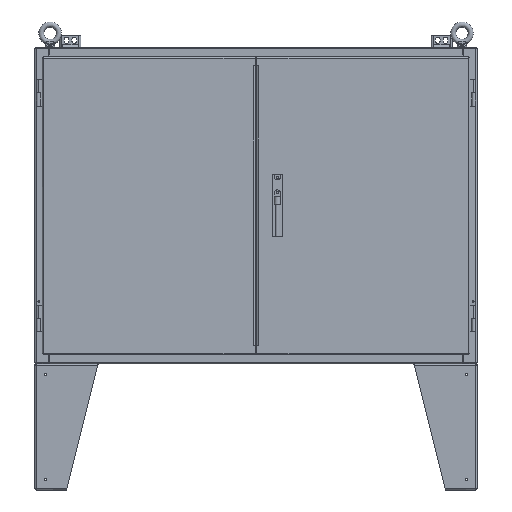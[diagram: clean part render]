
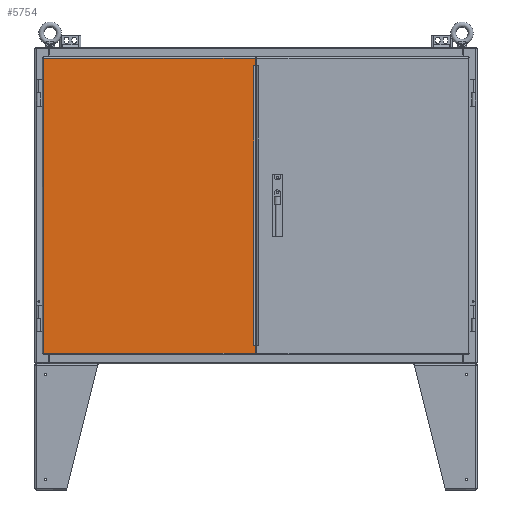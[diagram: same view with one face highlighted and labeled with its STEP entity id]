
A CAD part, front view. The second image highlights one B-rep face of the part: STEP entity #5754.
In plain terms, the highlighted planar face has unit normal (0, -1, 0).
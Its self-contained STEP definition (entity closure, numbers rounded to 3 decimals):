
#5754 = ADVANCED_FACE( '', ( #12839 ), #12840, .T. );
#12839 = FACE_OUTER_BOUND( '', #26395, .T. );
#12840 = PLANE( '', #26396 );
#26395 = EDGE_LOOP( '', ( #50309, #50310, #50311, #50312, #50313, #50314, #50315, #50316, #50317, #50318 ) );
#26396 = AXIS2_PLACEMENT_3D( '', #50319, #50320, #50321 );
#50309 = ORIENTED_EDGE( '', *, *, #69927, .F. );
#50310 = ORIENTED_EDGE( '', *, *, #71077, .T. );
#50311 = ORIENTED_EDGE( '', *, *, #66693, .T. );
#50312 = ORIENTED_EDGE( '', *, *, #67842, .T. );
#50313 = ORIENTED_EDGE( '', *, *, #69078, .T. );
#50314 = ORIENTED_EDGE( '', *, *, #70549, .T. );
#50315 = ORIENTED_EDGE( '', *, *, #71078, .T. );
#50316 = ORIENTED_EDGE( '', *, *, #71079, .F. );
#50317 = ORIENTED_EDGE( '', *, *, #69571, .F. );
#50318 = ORIENTED_EDGE( '', *, *, #69589, .T. );
#50319 = CARTESIAN_POINT( '', ( 0., 0., 0. ) );
#50320 = DIRECTION( '', ( 0., -1., 0. ) );
#50321 = DIRECTION( '', ( 0., 0., -1. ) );
#66693 = EDGE_CURVE( '', #76200, #76198, #76201, .T. );
#67842 = EDGE_CURVE( '', #76198, #78197, #78199, .T. );
#69078 = EDGE_CURVE( '', #78197, #77587, #80180, .T. );
#69571 = EDGE_CURVE( '', #80941, #80943, #80944, .T. );
#69589 = EDGE_CURVE( '', #80941, #80964, #80966, .T. );
#69927 = EDGE_CURVE( '', #81468, #80964, #81470, .T. );
#70549 = EDGE_CURVE( '', #77587, #82347, #82349, .T. );
#71077 = EDGE_CURVE( '', #81468, #76200, #83126, .T. );
#71078 = EDGE_CURVE( '', #82347, #83127, #83128, .T. );
#71079 = EDGE_CURVE( '', #80943, #83127, #83129, .T. );
#76198 = VERTEX_POINT( '', #92047 );
#76200 = VERTEX_POINT( '', #92049 );
#76201 = LINE( '', #92050, #92051 );
#77587 = VERTEX_POINT( '', #96692 );
#78197 = VERTEX_POINT( '', #98274 );
#78199 = LINE( '', #98285, #98286 );
#80180 = LINE( '', #103025, #103026 );
#80941 = VERTEX_POINT( '', #105323 );
#80943 = VERTEX_POINT( '', #105326 );
#80944 = LINE( '', #105327, #105328 );
#80964 = VERTEX_POINT( '', #105367 );
#80966 = LINE( '', #105369, #105370 );
#81468 = VERTEX_POINT( '', #106928 );
#81470 = LINE( '', #106931, #106932 );
#82347 = VERTEX_POINT( '', #109071 );
#82349 = LINE( '', #109073, #109074 );
#83126 = LINE( '', #111582, #111583 );
#83127 = VERTEX_POINT( '', #111584 );
#83128 = LINE( '', #111585, #111586 );
#83129 = LINE( '', #111587, #111588 );
#92047 = CARTESIAN_POINT( '', ( 256.731, 0., 356.057 ) );
#92049 = CARTESIAN_POINT( '', ( 256.731, 0., 337.568 ) );
#92050 = CARTESIAN_POINT( '', ( 256.731, 0., -358.775 ) );
#92051 = VECTOR( '', #122675, 1000. );
#96692 = CARTESIAN_POINT( '', ( -254.013, 0., -356.057 ) );
#98274 = CARTESIAN_POINT( '', ( -254.013, 0., 356.057 ) );
#98285 = CARTESIAN_POINT( '', ( -256.731, 0., 356.057 ) );
#98286 = VECTOR( '', #123262, 1000. );
#103025 = CARTESIAN_POINT( '', ( -254.013, 0., -358.775 ) );
#103026 = VECTOR( '', #124116, 1000. );
#105323 = CARTESIAN_POINT( '', ( 254.013, 0., -337.566 ) );
#105326 = CARTESIAN_POINT( '', ( 254.013, 0., -337.568 ) );
#105327 = CARTESIAN_POINT( '', ( 254.013, 0., -337.568 ) );
#105328 = VECTOR( '', #124409, 1000. );
#105367 = CARTESIAN_POINT( '', ( 254.013, 0., 337.566 ) );
#105369 = CARTESIAN_POINT( '', ( 254.013, 0., -337.566 ) );
#105370 = VECTOR( '', #124420, 1000. );
#106928 = CARTESIAN_POINT( '', ( 254.013, 0., 337.568 ) );
#106931 = CARTESIAN_POINT( '', ( 254.013, 0., -337.568 ) );
#106932 = VECTOR( '', #124645, 1000. );
#109071 = CARTESIAN_POINT( '', ( 256.731, 0., -356.057 ) );
#109073 = CARTESIAN_POINT( '', ( 256.731, 0., -356.057 ) );
#109074 = VECTOR( '', #125016, 1000. );
#111582 = CARTESIAN_POINT( '', ( 256.731, 0., 337.568 ) );
#111583 = VECTOR( '', #125263, 1000. );
#111584 = CARTESIAN_POINT( '', ( 256.731, 0., -337.568 ) );
#111585 = CARTESIAN_POINT( '', ( 256.731, 0., -358.775 ) );
#111586 = VECTOR( '', #125264, 1000. );
#111587 = CARTESIAN_POINT( '', ( 256.731, 0., -337.568 ) );
#111588 = VECTOR( '', #125265, 1000. );
#122675 = DIRECTION( '', ( 0., 0., 1. ) );
#123262 = DIRECTION( '', ( -1., 0., 0. ) );
#124116 = DIRECTION( '', ( 0., 0., -1. ) );
#124409 = DIRECTION( '', ( 0., 0., -1. ) );
#124420 = DIRECTION( '', ( 0., 0., 1. ) );
#124645 = DIRECTION( '', ( 0., 0., -1. ) );
#125016 = DIRECTION( '', ( 1., 0., 0. ) );
#125263 = DIRECTION( '', ( 1., 0., 0. ) );
#125264 = DIRECTION( '', ( 0., 0., 1. ) );
#125265 = DIRECTION( '', ( 1., 0., 0. ) );
